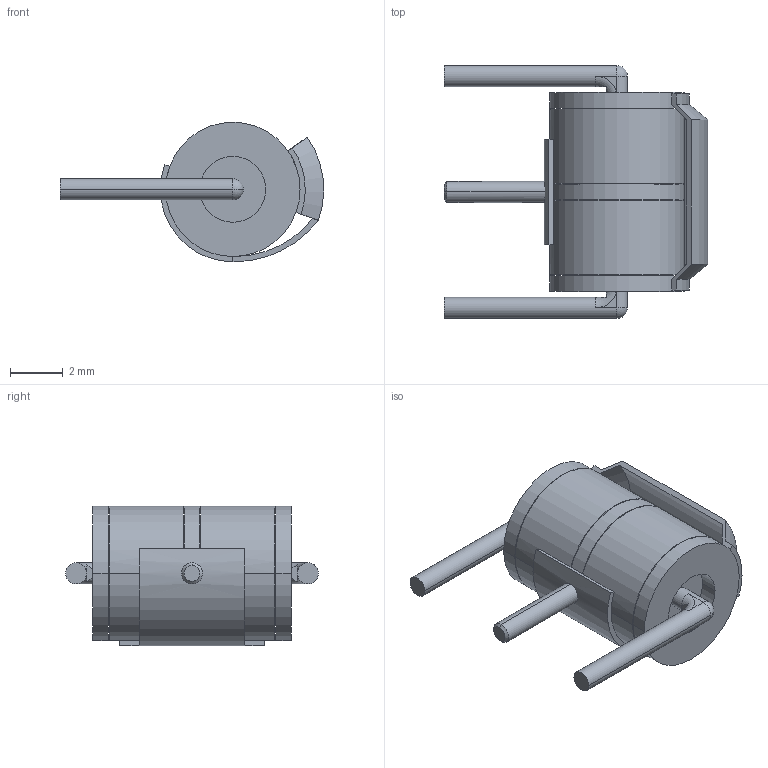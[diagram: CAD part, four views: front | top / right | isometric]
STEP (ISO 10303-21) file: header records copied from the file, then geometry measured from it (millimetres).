
FILE_DESCRIPTION((''),'2;1');
FILE_NAME('2036-XX-B2F','2012-07-30T',('ryans'),('Bourns, Inc.'),'PRO/ENGINEER BY PARAMETRIC TECHNOLOGY CORPORATION, 2010100','PRO/ENGINEER BY PARAMETRIC TECHNOLOGY CORPORATION, 2010100','');
FILE_SCHEMA(('CONFIG_CONTROL_DESIGN'));
Length unit declared in the file: millimetre
Products named in the file (1): 2036-XX-B2F
Bounding box: 10 x 9.6 x 5.3 mm (x, y, z)
Volume: 100 mm3; surface area: 492.9 mm2
Topology: 1 solids, 2 shells, 113 faces, 270 edges, 168 vertices
Faces by surface type: plane 55, cylinder 44, cone 6, sphere 4, torus 4
Entity records: 3396 total; most frequent: CARTESIAN_POINT 643, DIRECTION 602, ORIENTED_EDGE 540, EDGE_CURVE 270, AXIS2_PLACEMENT_3D 229, VERTEX_POINT 168, VECTOR 144, LINE 144
